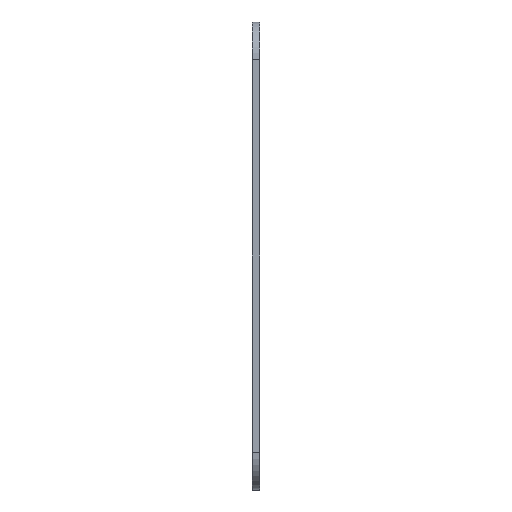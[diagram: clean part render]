
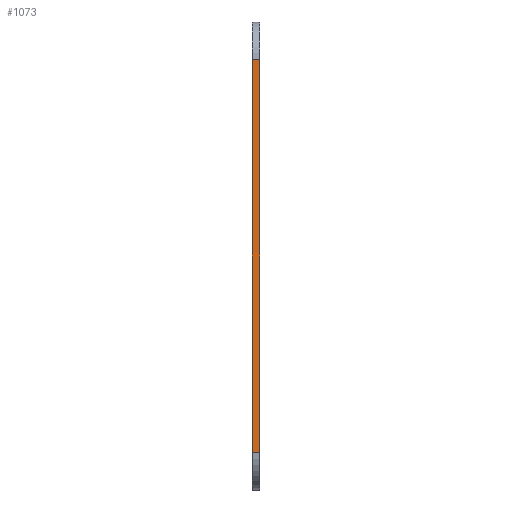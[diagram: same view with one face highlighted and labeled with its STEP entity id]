
A CAD part, left-side view. The second image highlights one B-rep face of the part: STEP entity #1073.
In plain terms, the highlighted planar face has unit normal (-1, 0, 0).
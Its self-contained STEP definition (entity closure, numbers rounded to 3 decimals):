
#110=FACE_OUTER_BOUND('',#181,.T.);
#181=EDGE_LOOP('',(#985,#986,#987,#988));
#185=LINE('',#1522,#284);
#266=LINE('',#1781,#365);
#280=LINE('',#1815,#379);
#282=LINE('',#1818,#381);
#284=VECTOR('',#1206,10.);
#365=VECTOR('',#1461,10.);
#379=VECTOR('',#1503,10.);
#381=VECTOR('',#1507,10.);
#439=VERTEX_POINT('',#1519);
#440=VERTEX_POINT('',#1521);
#530=VERTEX_POINT('',#1778);
#531=VERTEX_POINT('',#1780);
#541=EDGE_CURVE('',#439,#440,#185,.T.);
#670=EDGE_CURVE('',#531,#530,#266,.T.);
#688=EDGE_CURVE('',#531,#439,#280,.T.);
#690=EDGE_CURVE('',#530,#440,#282,.T.);
#985=ORIENTED_EDGE('',*,*,#670,.T.);
#986=ORIENTED_EDGE('',*,*,#690,.T.);
#987=ORIENTED_EDGE('',*,*,#541,.F.);
#988=ORIENTED_EDGE('',*,*,#688,.F.);
#1021=PLANE('',#1194);
#1073=ADVANCED_FACE('',(#110),#1021,.T.);
#1194=AXIS2_PLACEMENT_3D('',#1817,#1505,#1506);
#1206=DIRECTION('',(0.,0.,1.));
#1461=DIRECTION('',(0.,0.,1.));
#1503=DIRECTION('',(0.,1.,0.));
#1505=DIRECTION('center_axis',(-1.,0.,0.));
#1506=DIRECTION('ref_axis',(0.,0.,-1.));
#1507=DIRECTION('',(0.,1.,0.));
#1519=CARTESIAN_POINT('',(-15.34,21.1,-87.669));
#1521=CARTESIAN_POINT('',(-15.34,21.1,-4.669));
#1522=CARTESIAN_POINT('',(-15.34,21.1,3.331));
#1778=CARTESIAN_POINT('',(-15.34,19.6,-4.669));
#1780=CARTESIAN_POINT('',(-15.34,19.6,-87.669));
#1781=CARTESIAN_POINT('',(-15.34,19.6,-21.419));
#1815=CARTESIAN_POINT('',(-15.34,20.6,-87.669));
#1817=CARTESIAN_POINT('Origin',(-15.34,20.6,3.331));
#1818=CARTESIAN_POINT('',(-15.34,20.6,-4.669));
